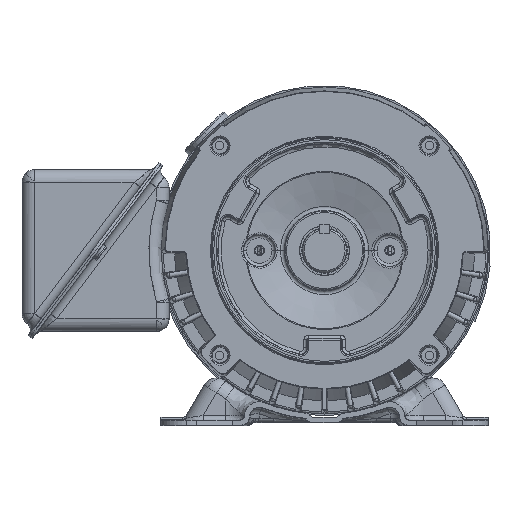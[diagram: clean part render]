
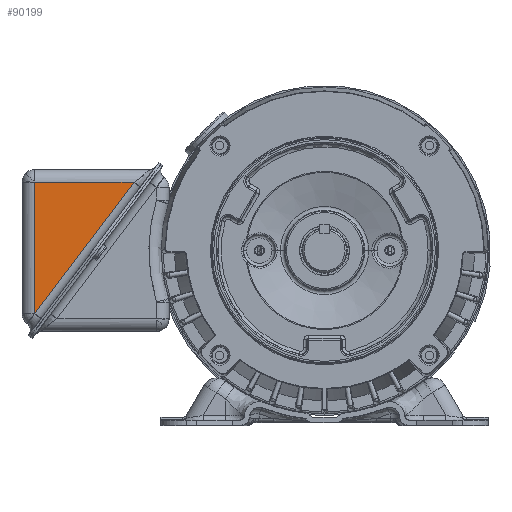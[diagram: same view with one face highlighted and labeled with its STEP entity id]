
A CAD part, top view. The second image highlights one B-rep face of the part: STEP entity #90199.
In plain terms, the highlighted planar face has unit normal (0, 0, 1).
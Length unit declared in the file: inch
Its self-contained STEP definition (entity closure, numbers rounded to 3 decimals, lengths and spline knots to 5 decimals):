
#7855 = CARTESIAN_POINT ( 'NONE',  ( -6.01121, 1.62101, -1.503 ) ) ;
#9561 = EDGE_CURVE ( 'NONE', #68954, #99164, #35402, .T. ) ;
#24745 = LINE ( 'NONE', #82296, #125706 ) ;
#25427 = ORIENTED_EDGE ( 'NONE', *, *, #112803, .F. ) ;
#26675 = EDGE_CURVE ( 'NONE', #56936, #99164, #29989, .T. ) ;
#27464 = CARTESIAN_POINT ( 'NONE',  ( -5.76121, 1.37101, -1.503 ) ) ;
#28837 = ORIENTED_EDGE ( 'NONE', *, *, #9561, .T. ) ;
#29989 = B_SPLINE_CURVE_WITH_KNOTS ( 'NONE', 3,
 ( #27464, #70313, #138177, #127840 ),
 .UNSPECIFIED., .F., .F.,
 ( 4, 4 ),
 ( 0., 1. ),
 .UNSPECIFIED. ) ;
#35402 = LINE ( 'NONE', #96358, #98442 ) ;
#40294 = EDGE_LOOP ( 'NONE', ( #90910, #85119, #25427, #28837 ) ) ;
#42546 = DIRECTION ( 'NONE',  ( 1., 0., 0. ) ) ;
#51419 = FACE_OUTER_BOUND ( 'NONE', #40294, .T. ) ;
#56936 = VERTEX_POINT ( 'NONE', #100424 ) ;
#57874 = VERTEX_POINT ( 'NONE', #86467 ) ;
#60926 = VECTOR ( 'NONE', #90543, 39.37008 ) ;
#66089 = EDGE_CURVE ( 'NONE', #56936, #57874, #123022, .T. ) ;
#68954 = VERTEX_POINT ( 'NONE', #117018 ) ;
#70313 = CARTESIAN_POINT ( 'NONE',  ( -5.10236, 1.37101, -1.503 ) ) ;
#82296 = CARTESIAN_POINT ( 'NONE',  ( -9.55385, 1.62406, -1.503 ) ) ;
#85119 = ORIENTED_EDGE ( 'NONE', *, *, #66089, .T. ) ;
#86467 = CARTESIAN_POINT ( 'NONE',  ( -5.76121, -1.2425, -1.503 ) ) ;
#89814 = CARTESIAN_POINT ( 'NONE',  ( -5.76121, 1.62101, -1.503 ) ) ;
#90199 = ADVANCED_FACE ( 'NONE', ( #51419 ), #110401, .T. ) ;
#90543 = DIRECTION ( 'NONE',  ( 0., -1., 0. ) ) ;
#90910 = ORIENTED_EDGE ( 'NONE', *, *, #26675, .F. ) ;
#96358 = CARTESIAN_POINT ( 'NONE',  ( -3.77905, 1.37844, -1.503 ) ) ;
#98442 = VECTOR ( 'NONE', #141332, 39.37008 ) ;
#99164 = VERTEX_POINT ( 'NONE', #141148 ) ;
#100424 = CARTESIAN_POINT ( 'NONE',  ( -5.76121, 1.37101, -1.503 ) ) ;
#110401 = PLANE ( 'NONE',  #115353 ) ;
#112803 = EDGE_CURVE ( 'NONE', #68954, #57874, #24745, .T. ) ;
#114742 = DIRECTION ( 'NONE',  ( -0.798, 0.603, 0. ) ) ;
#115353 = AXIS2_PLACEMENT_3D ( 'NONE', #7855, #141429, #42546 ) ;
#117018 = CARTESIAN_POINT ( 'NONE',  ( -5.76045, -1.24307, -1.503 ) ) ;
#123022 = LINE ( 'NONE', #89814, #60926 ) ;
#125706 = VECTOR ( 'NONE', #114742, 39.37008 ) ;
#127840 = CARTESIAN_POINT ( 'NONE',  ( -3.78467, 1.37101, -1.503 ) ) ;
#138177 = CARTESIAN_POINT ( 'NONE',  ( -4.44351, 1.37101, -1.503 ) ) ;
#141148 = CARTESIAN_POINT ( 'NONE',  ( -3.78467, 1.37101, -1.503 ) ) ;
#141332 = DIRECTION ( 'NONE',  ( 0.603, 0.798, 0. ) ) ;
#141429 = DIRECTION ( 'NONE',  ( 0., 0., 1. ) ) ;
